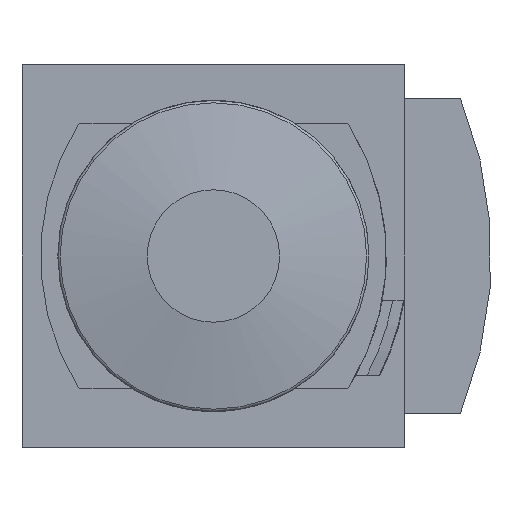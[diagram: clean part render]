
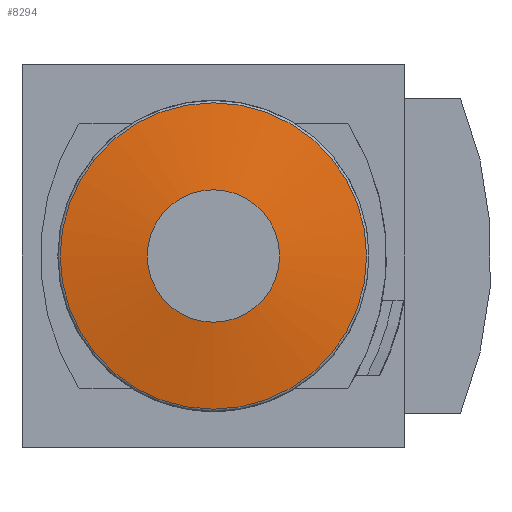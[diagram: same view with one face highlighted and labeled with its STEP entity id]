
A CAD part, front view. The second image highlights one B-rep face of the part: STEP entity #8294.
In plain terms, the highlighted spherical face has radius 108.76 mm.
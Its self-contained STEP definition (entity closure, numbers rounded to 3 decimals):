
#24=SPHERICAL_SURFACE('',#8774,108.76);
#472=CIRCLE('',#8775,24.814);
#473=CIRCLE('',#8776,10.724);
#1797=ORIENTED_EDGE('',*,*,#3052,.T.);
#1798=ORIENTED_EDGE('',*,*,#3053,.F.);
#3052=EDGE_CURVE('',#3759,#3759,#472,.T.);
#3053=EDGE_CURVE('',#3760,#3760,#473,.T.);
#3759=VERTEX_POINT('',#12213);
#3760=VERTEX_POINT('',#12215);
#5269=EDGE_LOOP('',(#1797));
#5270=EDGE_LOOP('',(#1798));
#5621=FACE_BOUND('',#5269,.T.);
#5622=FACE_BOUND('',#5270,.T.);
#8294=ADVANCED_FACE('',(#5621,#5622),#24,.T.);
#8774=AXIS2_PLACEMENT_3D('',#12211,#10196,#10197);
#8775=AXIS2_PLACEMENT_3D('',#12212,#10198,#10199);
#8776=AXIS2_PLACEMENT_3D('',#12214,#10200,#10201);
#10196=DIRECTION('',(0.,-1.,0.));
#10197=DIRECTION('',(1.,0.,0.));
#10198=DIRECTION('',(0.,-1.,0.));
#10199=DIRECTION('',(0.,0.,-1.));
#10200=DIRECTION('',(0.,-1.,0.));
#10201=DIRECTION('',(0.,0.,-1.));
#12211=CARTESIAN_POINT('',(0.,-47.77,0.));
#12212=CARTESIAN_POINT('',(0.,-153.661,0.));
#12213=CARTESIAN_POINT('',(0.,-153.661,-24.814));
#12214=CARTESIAN_POINT('',(0.,-156.,0.));
#12215=CARTESIAN_POINT('',(0.,-156.,-10.724));
